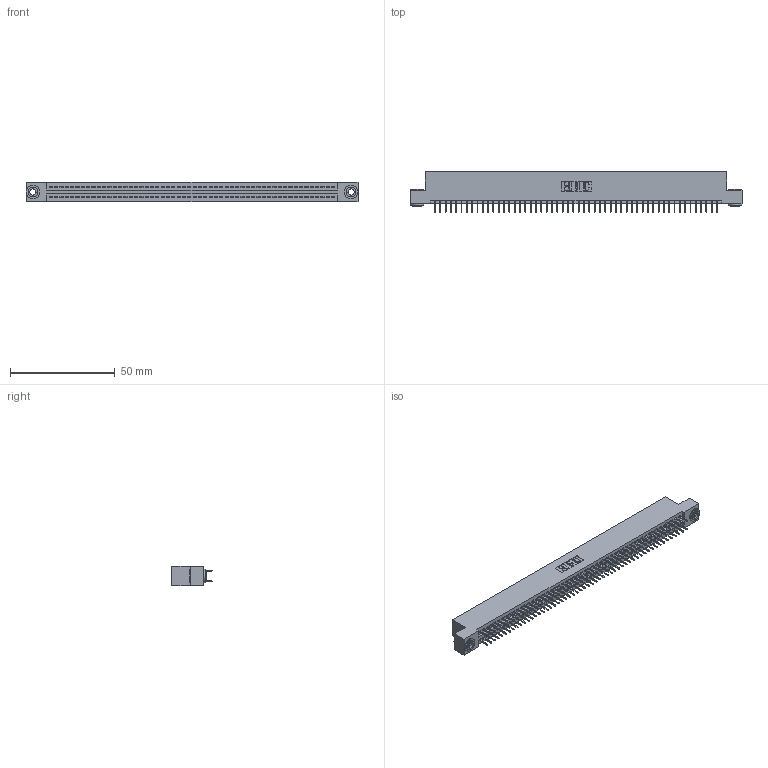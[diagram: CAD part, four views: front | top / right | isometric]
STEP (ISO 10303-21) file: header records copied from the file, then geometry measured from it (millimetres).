
FILE_DESCRIPTION (( 'STEP AP203' ), '1' );
FILE_NAME ('395-108-524-203.STEP', '2019-10-27T07:29:12', ( '' ), ( '' ), 'SwSTEP 2.0', 'SolidWorks 2016', '' );
FILE_SCHEMA (( 'CONFIG_CONTROL_DESIGN' ));
Length unit declared in the file: inch
Products named in the file (4): 345-292-001_345-293-124; 345-250-002_345-250-002-102; 395-108-524-203; 345 Part_Flush Mounting Lugs - 0.156 Dia-TH
Assembly tree (111 placements, depth 2):
  395-108-524-203
    345 Part_Flush Mounting Lugs - 0.156 Dia-TH
    345-292-001_345-293-124  x108
    345-250-002_345-250-002-102  x2
Bounding box: 158.37 x 19.35 x 9.4 mm (x, y, z)
Volume: 15351.5 mm3; surface area: 22697.9 mm2
Topology: 111 solids, 111 shells, 5996 faces, 16941 edges, 10858 vertices
Faces by surface type: plane 4302, cylinder 1686, cone 8
Entity records: 41478 total; most frequent: CARTESIAN_POINT 6915, ORIENTED_EDGE 6842, DIRECTION 6115, EDGE_CURVE 3421, LINE 3053, VECTOR 3053, VERTEX_POINT 2274, AXIS2_PLACEMENT_3D 1531
